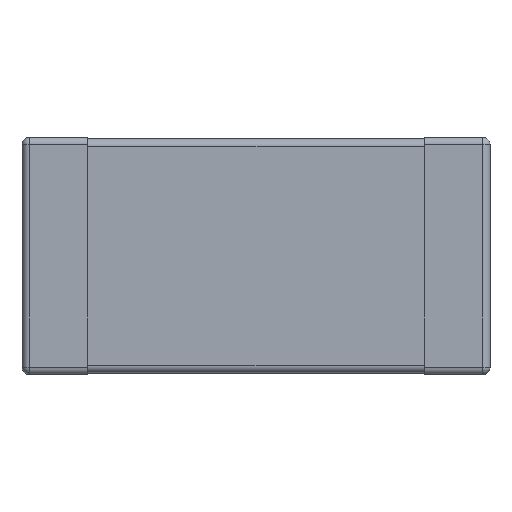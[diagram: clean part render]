
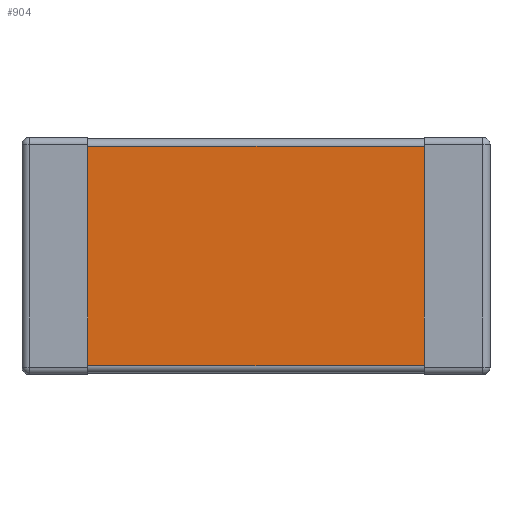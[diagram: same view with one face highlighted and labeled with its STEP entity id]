
A CAD part, top view. The second image highlights one B-rep face of the part: STEP entity #904.
In plain terms, the highlighted planar face has unit normal (0, 0, 1).
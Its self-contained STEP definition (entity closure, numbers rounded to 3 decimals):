
#6 = DIRECTION ( 'NONE',  ( 0., 0., -1. ) ) ;
#34 = VECTOR ( 'NONE', #74, 1000. ) ;
#62 = EDGE_CURVE ( 'NONE', #545, #1706, #161, .T. ) ;
#71 = ORIENTED_EDGE ( 'NONE', *, *, #1430, .T. ) ;
#74 = DIRECTION ( 'NONE',  ( 0., 1., 0. ) ) ;
#140 = CARTESIAN_POINT ( 'NONE',  ( 1.15, -0.75, 0.64 ) ) ;
#161 = LINE ( 'NONE', #1346, #206 ) ;
#206 = VECTOR ( 'NONE', #602, 1000. ) ;
#213 = LINE ( 'NONE', #1405, #34 ) ;
#220 = CARTESIAN_POINT ( 'NONE',  ( 1.15, 0.75, 0.64 ) ) ;
#311 = CARTESIAN_POINT ( 'NONE',  ( 1.15, -0.75, 0.64 ) ) ;
#396 = VECTOR ( 'NONE', #1805, 1000. ) ;
#534 = VECTOR ( 'NONE', #1492, 1000. ) ;
#545 = VERTEX_POINT ( 'NONE', #220 ) ;
#581 = VERTEX_POINT ( 'NONE', #1826 ) ;
#602 = DIRECTION ( 'NONE',  ( 0., -1., 0. ) ) ;
#778 = ORIENTED_EDGE ( 'NONE', *, *, #62, .F. ) ;
#779 = EDGE_CURVE ( 'NONE', #545, #581, #1251, .T. ) ;
#904 = ADVANCED_FACE ( 'NONE', ( #1316 ), #1751, .F. ) ;
#952 = VERTEX_POINT ( 'NONE', #1628 ) ;
#1165 = CARTESIAN_POINT ( 'NONE',  ( -1.6, 0.8, 0.64 ) ) ;
#1251 = LINE ( 'NONE', #1818, #396 ) ;
#1316 = FACE_OUTER_BOUND ( 'NONE', #1544, .T. ) ;
#1346 = CARTESIAN_POINT ( 'NONE',  ( 1.15, 0.8, 0.64 ) ) ;
#1405 = CARTESIAN_POINT ( 'NONE',  ( -1.15, 0.8, 0.64 ) ) ;
#1417 = EDGE_CURVE ( 'NONE', #952, #581, #213, .T. ) ;
#1430 = EDGE_CURVE ( 'NONE', #952, #1706, #1876, .T. ) ;
#1492 = DIRECTION ( 'NONE',  ( 1., 0., 0. ) ) ;
#1544 = EDGE_LOOP ( 'NONE', ( #778, #1803, #1842, #71 ) ) ;
#1622 = DIRECTION ( 'NONE',  ( -1., 0., 0. ) ) ;
#1628 = CARTESIAN_POINT ( 'NONE',  ( -1.15, -0.75, 0.64 ) ) ;
#1706 = VERTEX_POINT ( 'NONE', #311 ) ;
#1725 = AXIS2_PLACEMENT_3D ( 'NONE', #1165, #6, #1622 ) ;
#1751 = PLANE ( 'NONE',  #1725 ) ;
#1803 = ORIENTED_EDGE ( 'NONE', *, *, #779, .T. ) ;
#1805 = DIRECTION ( 'NONE',  ( -1., 0., 0. ) ) ;
#1818 = CARTESIAN_POINT ( 'NONE',  ( -1.15, 0.75, 0.64 ) ) ;
#1826 = CARTESIAN_POINT ( 'NONE',  ( -1.15, 0.75, 0.64 ) ) ;
#1842 = ORIENTED_EDGE ( 'NONE', *, *, #1417, .F. ) ;
#1876 = LINE ( 'NONE', #140, #534 ) ;
